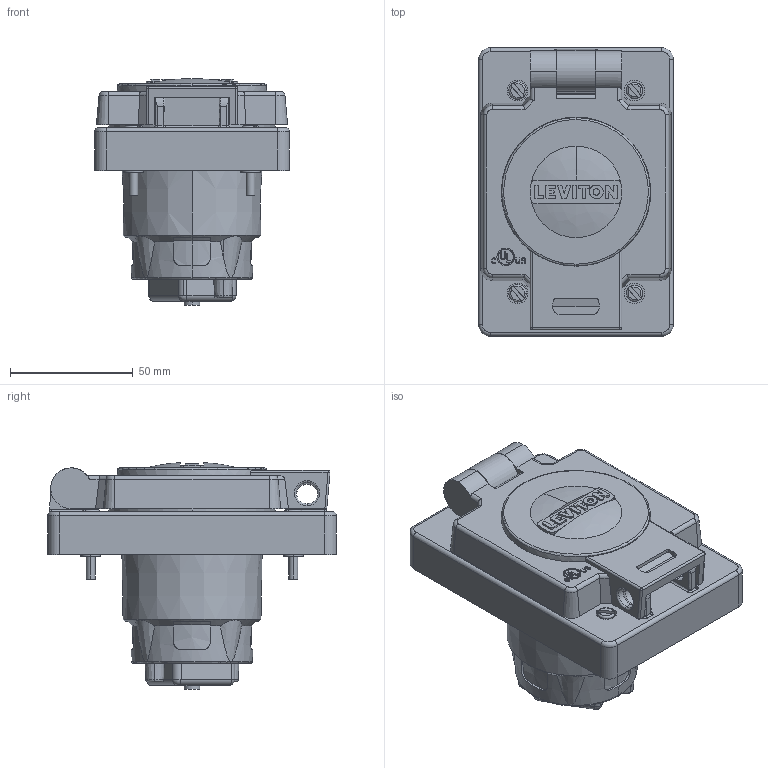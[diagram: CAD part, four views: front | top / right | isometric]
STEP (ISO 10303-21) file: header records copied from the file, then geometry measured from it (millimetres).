
FILE_DESCRIPTION (( 'STEP AP214' ), '1' );
FILE_NAME ('CATSTD-99W74-00S-M01.STEP', '2019-06-18T15:16:03', ( '' ), ( '' ), 'SwSTEP 2.0', 'SolidWorks 2017', '' );
FILE_SCHEMA (( 'AUTOMOTIVE_DESIGN' ));
Length unit declared in the file: inch
Products named in the file (2): CATSTD-99W74-00S-M01
Bounding box: 79.38 x 117.47 x 92.41 mm (x, y, z)
Volume: 372449.6 mm3; surface area: 51637.5 mm2
Topology: 1 solids, 1 shells, 570 faces, 1572 edges, 1046 vertices
Faces by surface type: plane 238, cylinder 227, torus 40, cone 36, bspline 22, sphere 7
Entity records: 31667 total; most frequent: CARTESIAN_POINT 11006, ORIENTED_EDGE 3134, DIRECTION 2292, EDGE_CURVE 1567, VERTEX_POINT 1045, AXIS2_PLACEMENT_3D 795, VECTOR 702, LINE 702
